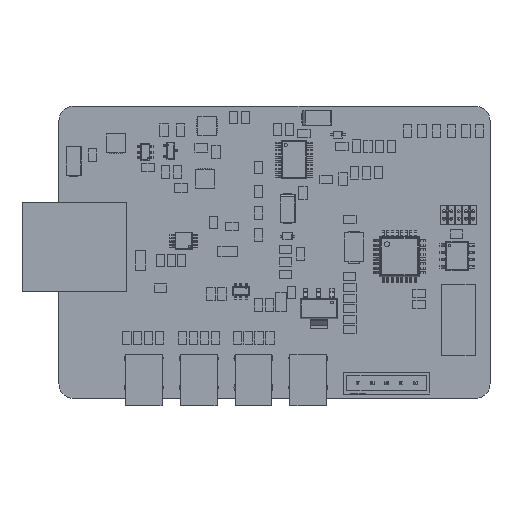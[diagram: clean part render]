
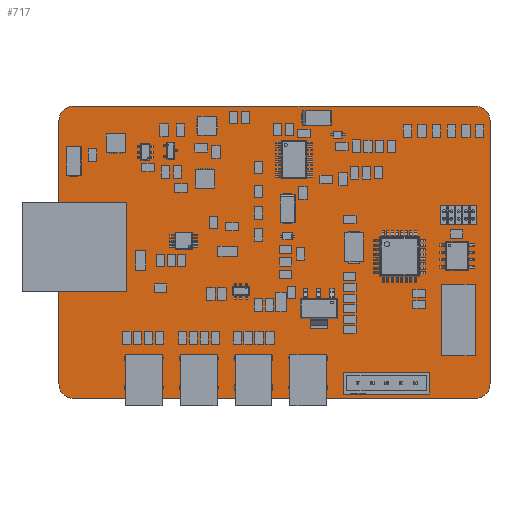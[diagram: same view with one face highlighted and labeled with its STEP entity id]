
A CAD part, top view. The second image highlights one B-rep face of the part: STEP entity #717.
In plain terms, the highlighted planar face has unit normal (0, 0, 1).
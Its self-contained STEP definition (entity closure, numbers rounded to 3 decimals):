
#452 = VERTEX_POINT('',#453);
#453 = CARTESIAN_POINT('',(2.54,0.,0.411));
#459 = EDGE_CURVE('',#452,#460,#462,.T.);
#460 = VERTEX_POINT('',#461);
#461 = CARTESIAN_POINT('',(0.,2.54,0.411));
#462 = CIRCLE('',#463,2.54);
#463 = AXIS2_PLACEMENT_3D('',#464,#465,#466);
#464 = CARTESIAN_POINT('',(2.54,2.54,0.411));
#465 = DIRECTION('',(0.,0.,-1.));
#466 = DIRECTION('',(0.,-1.,0.));
#492 = EDGE_CURVE('',#460,#493,#495,.T.);
#493 = VERTEX_POINT('',#494);
#494 = CARTESIAN_POINT('',(0.,48.26,0.411)
  );
#495 = LINE('',#496,#497);
#496 = CARTESIAN_POINT('',(0.,2.54,0.411));
#497 = VECTOR('',#498,1.);
#498 = DIRECTION('',(0.,1.,0.));
#523 = EDGE_CURVE('',#493,#524,#526,.T.);
#524 = VERTEX_POINT('',#525);
#525 = CARTESIAN_POINT('',(2.54,50.8,0.411));
#526 = CIRCLE('',#527,2.54);
#527 = AXIS2_PLACEMENT_3D('',#528,#529,#530);
#528 = CARTESIAN_POINT('',(2.54,48.26,0.411));
#529 = DIRECTION('',(0.,0.,-1.));
#530 = DIRECTION('',(-1.,0.,0.));
#556 = EDGE_CURVE('',#524,#557,#559,.T.);
#557 = VERTEX_POINT('',#558);
#558 = CARTESIAN_POINT('',(72.39,50.8,0.411));
#559 = LINE('',#560,#561);
#560 = CARTESIAN_POINT('',(2.54,50.8,0.411));
#561 = VECTOR('',#562,1.);
#562 = DIRECTION('',(1.,0.,0.));
#587 = EDGE_CURVE('',#557,#588,#590,.T.);
#588 = VERTEX_POINT('',#589);
#589 = CARTESIAN_POINT('',(74.93,48.26,0.411));
#590 = CIRCLE('',#591,2.54);
#591 = AXIS2_PLACEMENT_3D('',#592,#593,#594);
#592 = CARTESIAN_POINT('',(72.39,48.26,0.411));
#593 = DIRECTION('',(0.,0.,-1.));
#594 = DIRECTION('',(0.,1.,0.));
#620 = EDGE_CURVE('',#588,#621,#623,.T.);
#621 = VERTEX_POINT('',#622);
#622 = CARTESIAN_POINT('',(74.93,2.54,0.411));
#623 = LINE('',#624,#625);
#624 = CARTESIAN_POINT('',(74.93,48.26,0.411));
#625 = VECTOR('',#626,1.);
#626 = DIRECTION('',(0.,-1.,0.));
#651 = EDGE_CURVE('',#621,#652,#654,.T.);
#652 = VERTEX_POINT('',#653);
#653 = CARTESIAN_POINT('',(72.39,0.,0.411)
  );
#654 = CIRCLE('',#655,2.54);
#655 = AXIS2_PLACEMENT_3D('',#656,#657,#658);
#656 = CARTESIAN_POINT('',(72.39,2.54,0.411));
#657 = DIRECTION('',(0.,0.,-1.));
#658 = DIRECTION('',(1.,0.,0.));
#684 = EDGE_CURVE('',#652,#452,#685,.T.);
#685 = LINE('',#686,#687);
#686 = CARTESIAN_POINT('',(72.39,0.,0.411));
#687 = VECTOR('',#688,1.);
#688 = DIRECTION('',(-1.,0.,0.));
#717 = ADVANCED_FACE('',(#718),#728,.T.);
#718 = FACE_BOUND('',#719,.F.);
#719 = EDGE_LOOP('',(#720,#721,#722,#723,#724,#725,#726,#727));
#720 = ORIENTED_EDGE('',*,*,#459,.T.);
#721 = ORIENTED_EDGE('',*,*,#492,.T.);
#722 = ORIENTED_EDGE('',*,*,#523,.T.);
#723 = ORIENTED_EDGE('',*,*,#556,.T.);
#724 = ORIENTED_EDGE('',*,*,#587,.T.);
#725 = ORIENTED_EDGE('',*,*,#620,.T.);
#726 = ORIENTED_EDGE('',*,*,#651,.T.);
#727 = ORIENTED_EDGE('',*,*,#684,.T.);
#728 = PLANE('',#729);
#729 = AXIS2_PLACEMENT_3D('',#730,#731,#732);
#730 = CARTESIAN_POINT('',(2.54,0.,0.411));
#731 = DIRECTION('',(0.,0.,1.));
#732 = DIRECTION('',(1.,0.,0.));
